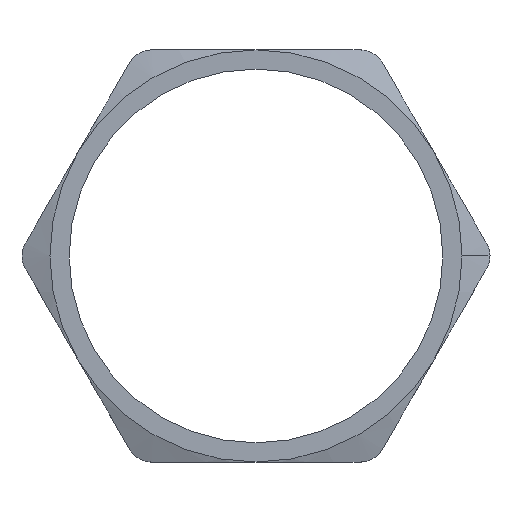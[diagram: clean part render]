
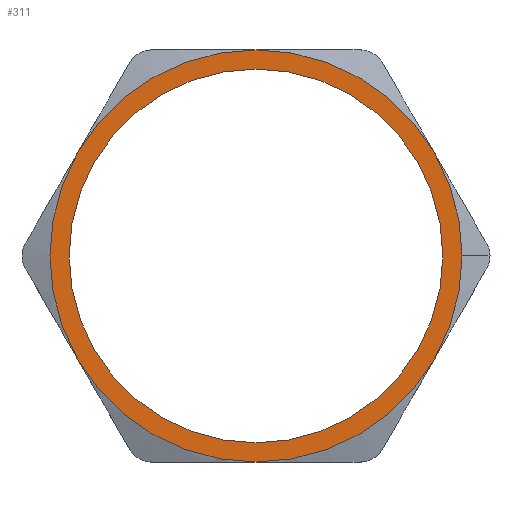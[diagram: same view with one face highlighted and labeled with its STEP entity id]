
A CAD part, top view. The second image highlights one B-rep face of the part: STEP entity #311.
In plain terms, the highlighted planar face has unit normal (0, 0, 1).
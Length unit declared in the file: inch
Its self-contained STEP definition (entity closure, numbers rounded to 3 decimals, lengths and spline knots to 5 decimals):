
#7 = VERTEX_POINT ( 'NONE', #822 ) ;
#11 = VERTEX_POINT ( 'NONE', #868 ) ;
#13 = VERTEX_POINT ( 'NONE', #867 ) ;
#14 = VERTEX_POINT ( 'NONE', #866 ) ;
#15 = EDGE_CURVE ( 'NONE', #14, #13, #858, .T. ) ;
#26 = VERTEX_POINT ( 'NONE', #842 ) ;
#77 = VERTEX_POINT ( 'NONE', #980 ) ;
#93 = VERTEX_POINT ( 'NONE', #1047 ) ;
#113 = VERTEX_POINT ( 'NONE', #1110 ) ;
#280 = ORIENTED_EDGE ( 'NONE', *, *, #281, .T. ) ;
#281 = EDGE_CURVE ( 'NONE', #93, #26, #1379, .T. ) ;
#282 = ORIENTED_EDGE ( 'NONE', *, *, #283, .T. ) ;
#283 = EDGE_CURVE ( 'NONE', #26, #113, #1375, .T. ) ;
#284 = ORIENTED_EDGE ( 'NONE', *, *, #285, .T. ) ;
#285 = EDGE_CURVE ( 'NONE', #113, #14, #1370, .T. ) ;
#286 = ORIENTED_EDGE ( 'NONE', *, *, #15, .T. ) ;
#287 = ORIENTED_EDGE ( 'NONE', *, *, #288, .T. ) ;
#288 = EDGE_CURVE ( 'NONE', #13, #77, #1365, .T. ) ;
#292 = ORIENTED_EDGE ( 'NONE', *, *, #293, .T. ) ;
#293 = EDGE_CURVE ( 'NONE', #7, #2996, #1416, .T. ) ;
#294 = ORIENTED_EDGE ( 'NONE', *, *, #2995, .T. ) ;
#295 = EDGE_LOOP ( 'NONE', ( #296, #298, #280, #282, #284, #286, #287 ) ) ;
#296 = ORIENTED_EDGE ( 'NONE', *, *, #297, .T. ) ;
#297 = EDGE_CURVE ( 'NONE', #77, #11, #1411, .T. ) ;
#298 = ORIENTED_EDGE ( 'NONE', *, *, #299, .T. ) ;
#299 = EDGE_CURVE ( 'NONE', #11, #93, #1406, .T. ) ;
#311 = ADVANCED_FACE ( 'NONE', ( #1424, #1423 ), #1422, .F. ) ;
#312 = EDGE_LOOP ( 'NONE', ( #292, #294 ) ) ;
#822 = CARTESIAN_POINT ( 'NONE',  ( -0.73, 0., 0.16 ) ) ;
#842 = CARTESIAN_POINT ( 'NONE',  ( 0., -0.805, 0.16 ) ) ;
#854 = DIRECTION ( 'NONE',  ( 1., 0., 0. ) ) ;
#855 = DIRECTION ( 'NONE',  ( 0., 0., 1. ) ) ;
#856 = CARTESIAN_POINT ( 'NONE',  ( 0., 0., 0.16 ) ) ;
#857 = AXIS2_PLACEMENT_3D ( 'NONE', #856, #855, #854 ) ;
#858 = CIRCLE ( 'NONE', #857, 0.805 ) ;
#866 = CARTESIAN_POINT ( 'NONE',  ( 0.805, 0., 0.16 ) ) ;
#867 = CARTESIAN_POINT ( 'NONE',  ( 0.69715, 0.4025, 0.16 ) ) ;
#868 = CARTESIAN_POINT ( 'NONE',  ( -0.69715, 0.4025, 0.16 ) ) ;
#980 = CARTESIAN_POINT ( 'NONE',  ( 0., 0.805, 0.16 ) ) ;
#1047 = CARTESIAN_POINT ( 'NONE',  ( -0.69715, -0.4025, 0.16 ) ) ;
#1110 = CARTESIAN_POINT ( 'NONE',  ( 0.69715, -0.4025, 0.16 ) ) ;
#1361 = DIRECTION ( 'NONE',  ( 1., 0., 0. ) ) ;
#1362 = DIRECTION ( 'NONE',  ( 0., 0., 1. ) ) ;
#1363 = CARTESIAN_POINT ( 'NONE',  ( 0., 0., 0.16 ) ) ;
#1364 = AXIS2_PLACEMENT_3D ( 'NONE', #1363, #1362, #1361 ) ;
#1365 = CIRCLE ( 'NONE', #1364, 0.805 ) ;
#1366 = DIRECTION ( 'NONE',  ( 1., 0., 0. ) ) ;
#1367 = DIRECTION ( 'NONE',  ( 0., 0., 1. ) ) ;
#1368 = CARTESIAN_POINT ( 'NONE',  ( 0., 0., 0.16 ) ) ;
#1369 = AXIS2_PLACEMENT_3D ( 'NONE', #1368, #1367, #1366 ) ;
#1370 = CIRCLE ( 'NONE', #1369, 0.805 ) ;
#1371 = DIRECTION ( 'NONE',  ( 1., 0., 0. ) ) ;
#1372 = DIRECTION ( 'NONE',  ( 0., 0., 1. ) ) ;
#1373 = CARTESIAN_POINT ( 'NONE',  ( 0., 0., 0.16 ) ) ;
#1374 = AXIS2_PLACEMENT_3D ( 'NONE', #1373, #1372, #1371 ) ;
#1375 = CIRCLE ( 'NONE', #1374, 0.805 ) ;
#1376 = DIRECTION ( 'NONE',  ( 1., 0., 0. ) ) ;
#1377 = DIRECTION ( 'NONE',  ( 0., 0., 1. ) ) ;
#1378 = AXIS2_PLACEMENT_3D ( 'NONE', #1383, #1377, #1376 ) ;
#1379 = CIRCLE ( 'NONE', #1378, 0.805 ) ;
#1383 = CARTESIAN_POINT ( 'NONE',  ( 0., 0., 0.16 ) ) ;
#1402 = DIRECTION ( 'NONE',  ( 1., 0., 0. ) ) ;
#1403 = DIRECTION ( 'NONE',  ( 0., 0., 1. ) ) ;
#1404 = CARTESIAN_POINT ( 'NONE',  ( 0., 0., 0.16 ) ) ;
#1405 = AXIS2_PLACEMENT_3D ( 'NONE', #1404, #1403, #1402 ) ;
#1406 = CIRCLE ( 'NONE', #1405, 0.805 ) ;
#1407 = DIRECTION ( 'NONE',  ( 1., 0., 0. ) ) ;
#1408 = DIRECTION ( 'NONE',  ( 0., 0., 1. ) ) ;
#1409 = CARTESIAN_POINT ( 'NONE',  ( 0., 0., 0.16 ) ) ;
#1410 = AXIS2_PLACEMENT_3D ( 'NONE', #1409, #1408, #1407 ) ;
#1411 = CIRCLE ( 'NONE', #1410, 0.805 ) ;
#1412 = DIRECTION ( 'NONE',  ( -1., 0., 0. ) ) ;
#1413 = DIRECTION ( 'NONE',  ( 0., 0., -1. ) ) ;
#1414 = CARTESIAN_POINT ( 'NONE',  ( 0., 0., 0.16 ) ) ;
#1415 = AXIS2_PLACEMENT_3D ( 'NONE', #1414, #1413, #1412 ) ;
#1416 = CIRCLE ( 'NONE', #1415, 0.73 ) ;
#1418 = DIRECTION ( 'NONE',  ( -1., 0., 0. ) ) ;
#1419 = DIRECTION ( 'NONE',  ( 0., 0., -1. ) ) ;
#1420 = CARTESIAN_POINT ( 'NONE',  ( -0.46477, 0.805, 0.16 ) ) ;
#1421 = AXIS2_PLACEMENT_3D ( 'NONE', #1420, #1419, #1418 ) ;
#1422 = PLANE ( 'NONE',  #1421 ) ;
#1423 = FACE_OUTER_BOUND ( 'NONE', #295, .T. ) ;
#1424 = FACE_BOUND ( 'NONE', #312, .T. ) ;
#2674 = CARTESIAN_POINT ( 'NONE',  ( 0.73, 0., 0.16 ) ) ;
#2675 = DIRECTION ( 'NONE',  ( -1., 0., 0. ) ) ;
#2676 = DIRECTION ( 'NONE',  ( 0., 0., -1. ) ) ;
#2677 = CARTESIAN_POINT ( 'NONE',  ( 0., 0., 0.16 ) ) ;
#2678 = AXIS2_PLACEMENT_3D ( 'NONE', #2677, #2676, #2675 ) ;
#2685 = CIRCLE ( 'NONE', #2678, 0.73 ) ;
#2995 = EDGE_CURVE ( 'NONE', #2996, #7, #2685, .T. ) ;
#2996 = VERTEX_POINT ( 'NONE', #2674 ) ;
